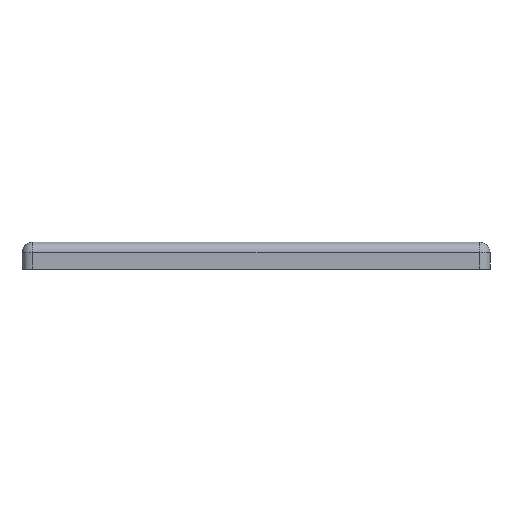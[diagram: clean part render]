
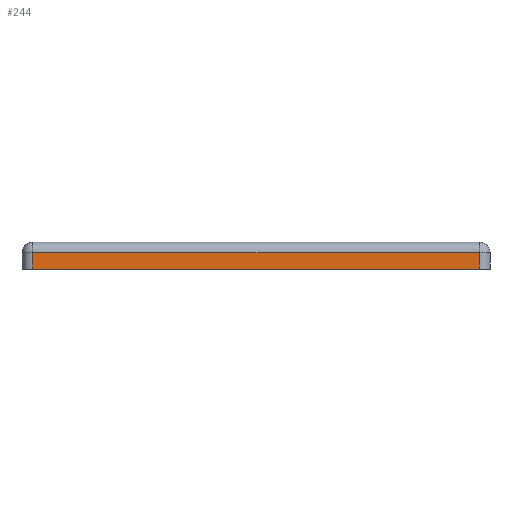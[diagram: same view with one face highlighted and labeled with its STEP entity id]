
A CAD part, top view. The second image highlights one B-rep face of the part: STEP entity #244.
In plain terms, the highlighted planar face has unit normal (0, 0, 1).
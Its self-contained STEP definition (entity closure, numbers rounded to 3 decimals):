
#109 = CARTESIAN_POINT ( 'NONE',  ( -41.5, 3., 43.5 ) ) ;
#117 = CARTESIAN_POINT ( 'NONE',  ( 41.5, 3., 43.5 ) ) ;
#124 = DIRECTION ( 'NONE',  ( 0., -1., 0. ) ) ;
#126 = CARTESIAN_POINT ( 'NONE',  ( -41.5, 5., 43.5 ) ) ;
#244 = ADVANCED_FACE ( 'NONE', ( #1379 ), #818, .F. ) ;
#254 = VERTEX_POINT ( 'NONE', #764 ) ;
#273 = DIRECTION ( 'NONE',  ( -1., 0., 0. ) ) ;
#282 = DIRECTION ( 'NONE',  ( 0., 1., 0. ) ) ;
#288 = CARTESIAN_POINT ( 'NONE',  ( -41.5, 3., 43.5 ) ) ;
#299 = CARTESIAN_POINT ( 'NONE',  ( 41.5, 5., 43.5 ) ) ;
#347 = VECTOR ( 'NONE', #124, 1000. ) ;
#357 = LINE ( 'NONE', #126, #347 ) ;
#380 = EDGE_LOOP ( 'NONE', ( #1044, #1047, #1048, #1051 ) ) ;
#427 = LINE ( 'NONE', #288, #439 ) ;
#429 = VECTOR ( 'NONE', #282, 1000. ) ;
#439 = VECTOR ( 'NONE', #273, 1000. ) ;
#454 = LINE ( 'NONE', #299, #429 ) ;
#465 = DIRECTION ( 'NONE',  ( 1., 0., 0. ) ) ;
#511 = CARTESIAN_POINT ( 'NONE',  ( -43.5, 0., 43.5 ) ) ;
#764 = CARTESIAN_POINT ( 'NONE',  ( -41.5, 0., 43.5 ) ) ;
#813 = DIRECTION ( 'NONE',  ( -1., 0., 0. ) ) ;
#818 = PLANE ( 'NONE',  #1102 ) ;
#830 = CARTESIAN_POINT ( 'NONE',  ( -43.5, 5., 43.5 ) ) ;
#834 = DIRECTION ( 'NONE',  ( 0., 0., -1. ) ) ;
#953 = EDGE_CURVE ( 'NONE', #1495, #1235, #454, .T. ) ;
#985 = EDGE_CURVE ( 'NONE', #1235, #1214, #427, .T. ) ;
#1044 = ORIENTED_EDGE ( 'NONE', *, *, #953, .T. ) ;
#1047 = ORIENTED_EDGE ( 'NONE', *, *, #985, .T. ) ;
#1048 = ORIENTED_EDGE ( 'NONE', *, *, #1206, .T. ) ;
#1051 = ORIENTED_EDGE ( 'NONE', *, *, #1548, .T. ) ;
#1086 = VECTOR ( 'NONE', #465, 1000. ) ;
#1102 = AXIS2_PLACEMENT_3D ( 'NONE', #830, #834, #813 ) ;
#1103 = LINE ( 'NONE', #511, #1086 ) ;
#1165 = CARTESIAN_POINT ( 'NONE',  ( 41.5, 0., 43.5 ) ) ;
#1206 = EDGE_CURVE ( 'NONE', #1214, #254, #357, .T. ) ;
#1214 = VERTEX_POINT ( 'NONE', #109 ) ;
#1235 = VERTEX_POINT ( 'NONE', #117 ) ;
#1379 = FACE_OUTER_BOUND ( 'NONE', #380, .T. ) ;
#1495 = VERTEX_POINT ( 'NONE', #1165 ) ;
#1548 = EDGE_CURVE ( 'NONE', #254, #1495, #1103, .T. ) ;
